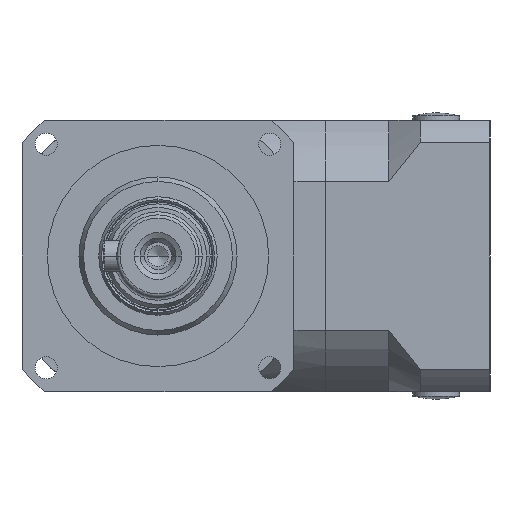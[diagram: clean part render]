
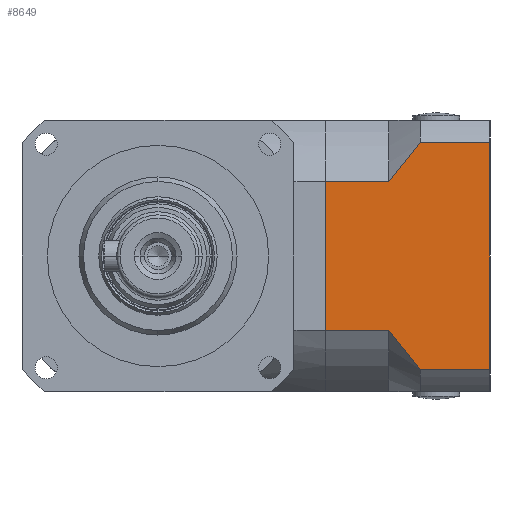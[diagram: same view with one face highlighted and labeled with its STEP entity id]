
A CAD part, left-side view. The second image highlights one B-rep face of the part: STEP entity #8649.
In plain terms, the highlighted planar face has unit normal (-1, 0, 0).
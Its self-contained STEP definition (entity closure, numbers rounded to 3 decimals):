
#587 = CARTESIAN_POINT ( 'NONE',  ( 9.5, -26.5, -11.747 ) ) ;
#594 = DIRECTION ( 'NONE',  ( 1., 0., 0. ) ) ;
#606 = CARTESIAN_POINT ( 'NONE',  ( 9.5, -52.5, 17.937 ) ) ;
#971 = LINE ( 'NONE', #4338, #4255 ) ;
#1258 = LINE ( 'NONE', #16561, #15024 ) ;
#2261 = EDGE_LOOP ( 'NONE', ( #8701, #9489, #4618, #17703, #2725, #6316, #8903, #5129 ) ) ;
#2647 = VECTOR ( 'NONE', #12486, 1000. ) ;
#2725 = ORIENTED_EDGE ( 'NONE', *, *, #11449, .F. ) ;
#2913 = CARTESIAN_POINT ( 'NONE',  ( 9.5, -52.5, 0. ) ) ;
#2933 = DIRECTION ( 'NONE',  ( 0., 0., 1. ) ) ;
#3212 = LINE ( 'NONE', #587, #17334 ) ;
#3304 = VERTEX_POINT ( 'NONE', #4587 ) ;
#3909 = VERTEX_POINT ( 'NONE', #16205 ) ;
#4024 = CARTESIAN_POINT ( 'NONE',  ( 9.5, -36.5, 11.747 ) ) ;
#4255 = VECTOR ( 'NONE', #2933, 1000. ) ;
#4338 = CARTESIAN_POINT ( 'NONE',  ( 9.5, -26.5, -21.5 ) ) ;
#4490 = B_SPLINE_CURVE_WITH_KNOTS ( 'NONE', 3,
 ( #6306, #7697, #13146, #4986, #14531, #6370, #15894, #7751 ),
 .UNSPECIFIED., .F., .F.,
 ( 4, 2, 2, 4 ),
 ( 0.068, 0.07, 0.072, 0.076 ),
 .UNSPECIFIED. ) ;
#4579 = CARTESIAN_POINT ( 'NONE',  ( 9.5, -40.604, 16.958 ) ) ;
#4587 = CARTESIAN_POINT ( 'NONE',  ( 9.5, -41.5, 17.937 ) ) ;
#4618 = ORIENTED_EDGE ( 'NONE', *, *, #12332, .F. ) ;
#4986 = CARTESIAN_POINT ( 'NONE',  ( 9.5, -38.072, -13.904 ) ) ;
#5129 = ORIENTED_EDGE ( 'NONE', *, *, #8027, .F. ) ;
#5571 = CARTESIAN_POINT ( 'NONE',  ( 9.5, -36.5, -11.747 ) ) ;
#5642 = EDGE_CURVE ( 'NONE', #6960, #3909, #11337, .T. ) ;
#6123 = DIRECTION ( 'NONE',  ( 0., -1., 0. ) ) ;
#6306 = CARTESIAN_POINT ( 'NONE',  ( 9.5, -36.5, -11.747 ) ) ;
#6316 = ORIENTED_EDGE ( 'NONE', *, *, #15817, .T. ) ;
#6370 = CARTESIAN_POINT ( 'NONE',  ( 9.5, -39.739, -15.968 ) ) ;
#6743 = EDGE_CURVE ( 'NONE', #11581, #9047, #3212, .T. ) ;
#6960 = VERTEX_POINT ( 'NONE', #4024 ) ;
#7035 = LINE ( 'NONE', #11643, #9791 ) ;
#7338 = CARTESIAN_POINT ( 'NONE',  ( 9.5, -38.051, 13.896 ) ) ;
#7697 = CARTESIAN_POINT ( 'NONE',  ( 9.5, -36.877, -12.298 ) ) ;
#7744 = VECTOR ( 'NONE', #15456, 1000. ) ;
#7751 = CARTESIAN_POINT ( 'NONE',  ( 9.5, -41.5, -17.937 ) ) ;
#8027 = EDGE_CURVE ( 'NONE', #11581, #3909, #971, .T. ) ;
#8179 = VERTEX_POINT ( 'NONE', #606 ) ;
#8649 = ADVANCED_FACE ( 'NONE', ( #17482 ), #14301, .F. ) ;
#8700 = CARTESIAN_POINT ( 'NONE',  ( 9.5, -36.5, 11.747 ) ) ;
#8701 = ORIENTED_EDGE ( 'NONE', *, *, #6743, .T. ) ;
#8874 = CARTESIAN_POINT ( 'NONE',  ( 9.5, -26.5, -21.5 ) ) ;
#8903 = ORIENTED_EDGE ( 'NONE', *, *, #5642, .T. ) ;
#9047 = VERTEX_POINT ( 'NONE', #5571 ) ;
#9079 = CARTESIAN_POINT ( 'NONE',  ( 9.5, -52.5, -17.937 ) ) ;
#9489 = ORIENTED_EDGE ( 'NONE', *, *, #16586, .T. ) ;
#9524 = LINE ( 'NONE', #2913, #2647 ) ;
#9791 = VECTOR ( 'NONE', #15775, 1000. ) ;
#9820 = DIRECTION ( 'NONE',  ( 0., -1., 0. ) ) ;
#10233 = DIRECTION ( 'NONE',  ( 0., 0., -1. ) ) ;
#10242 = CARTESIAN_POINT ( 'NONE',  ( 9.5, -26.5, -11.747 ) ) ;
#11337 = LINE ( 'NONE', #14012, #7744 ) ;
#11449 = EDGE_CURVE ( 'NONE', #3304, #8179, #1258, .T. ) ;
#11581 = VERTEX_POINT ( 'NONE', #10242 ) ;
#11643 = CARTESIAN_POINT ( 'NONE',  ( 9.5, -26.5, -17.937 ) ) ;
#12248 = AXIS2_PLACEMENT_3D ( 'NONE', #8874, #594, #10233 ) ;
#12332 = EDGE_CURVE ( 'NONE', #12851, #15282, #7035, .T. ) ;
#12486 = DIRECTION ( 'NONE',  ( 0., 0., -1. ) ) ;
#12851 = VERTEX_POINT ( 'NONE', #9079 ) ;
#13146 = CARTESIAN_POINT ( 'NONE',  ( 9.5, -37.269, -12.841 ) ) ;
#14012 = CARTESIAN_POINT ( 'NONE',  ( 9.5, -26.5, 11.747 ) ) ;
#14181 = EDGE_CURVE ( 'NONE', #8179, #12851, #9524, .T. ) ;
#14301 = PLANE ( 'NONE',  #12248 ) ;
#14531 = CARTESIAN_POINT ( 'NONE',  ( 9.5, -38.483, -14.426 ) ) ;
#15024 = VECTOR ( 'NONE', #9820, 1000. ) ;
#15179 = B_SPLINE_CURVE_WITH_KNOTS ( 'NONE', 3,
 ( #16805, #4579, #15502, #7338, #16868, #8700 ),
 .UNSPECIFIED., .F., .F.,
 ( 4, 2, 4 ),
 ( 0.035, 0.039, 0.043 ),
 .UNSPECIFIED. ) ;
#15282 = VERTEX_POINT ( 'NONE', #17771 ) ;
#15456 = DIRECTION ( 'NONE',  ( 0., 1., 0. ) ) ;
#15502 = CARTESIAN_POINT ( 'NONE',  ( 9.5, -39.731, 15.958 ) ) ;
#15775 = DIRECTION ( 'NONE',  ( 0., 1., 0. ) ) ;
#15817 = EDGE_CURVE ( 'NONE', #3304, #6960, #15179, .T. ) ;
#15894 = CARTESIAN_POINT ( 'NONE',  ( 9.5, -40.609, -16.964 ) ) ;
#16205 = CARTESIAN_POINT ( 'NONE',  ( 9.5, -26.5, 11.747 ) ) ;
#16561 = CARTESIAN_POINT ( 'NONE',  ( 9.5, -26.5, 17.937 ) ) ;
#16586 = EDGE_CURVE ( 'NONE', #9047, #15282, #4490, .T. ) ;
#16805 = CARTESIAN_POINT ( 'NONE',  ( 9.5, -41.5, 17.937 ) ) ;
#16868 = CARTESIAN_POINT ( 'NONE',  ( 9.5, -37.247, 12.838 ) ) ;
#17334 = VECTOR ( 'NONE', #6123, 1000. ) ;
#17482 = FACE_OUTER_BOUND ( 'NONE', #2261, .T. ) ;
#17703 = ORIENTED_EDGE ( 'NONE', *, *, #14181, .F. ) ;
#17771 = CARTESIAN_POINT ( 'NONE',  ( 9.5, -41.5, -17.937 ) ) ;
